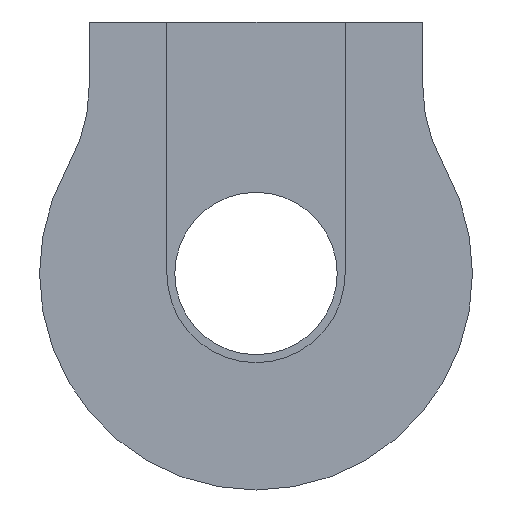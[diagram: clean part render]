
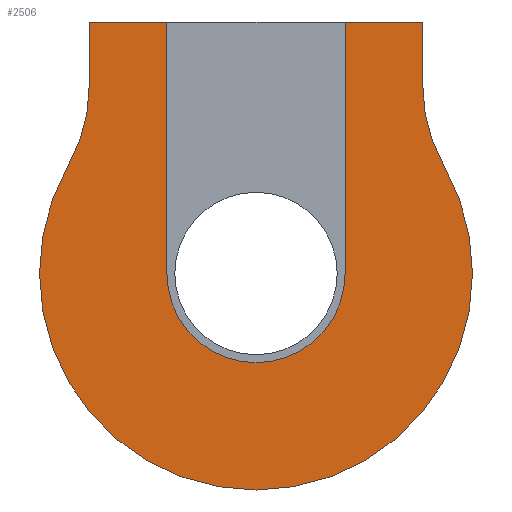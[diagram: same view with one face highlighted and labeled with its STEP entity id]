
A CAD part, left-side view. The second image highlights one B-rep face of the part: STEP entity #2506.
In plain terms, the highlighted planar face has unit normal (-1, 0, 0).
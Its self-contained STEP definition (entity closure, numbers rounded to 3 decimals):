
#135 = DIRECTION ( 'NONE',  ( 0., 0., 1. ) ) ;
#158 = VERTEX_POINT ( 'NONE', #4133 ) ;
#193 = VERTEX_POINT ( 'NONE', #2931 ) ;
#266 = ORIENTED_EDGE ( 'NONE', *, *, #4808, .T. ) ;
#285 = CARTESIAN_POINT ( 'NONE',  ( -2.458, 64.566, 87.285 ) ) ;
#412 = EDGE_CURVE ( 'NONE', #4443, #1229, #1763, .T. ) ;
#447 = DIRECTION ( 'NONE',  ( 0., 1., 0. ) ) ;
#490 = CARTESIAN_POINT ( 'NONE',  ( -2.458, 24.366, 87.285 ) ) ;
#509 = DIRECTION ( 'NONE',  ( 0., 0., -1. ) ) ;
#665 = EDGE_CURVE ( 'NONE', #158, #4341, #5311, .T. ) ;
#721 = EDGE_CURVE ( 'NONE', #193, #1179, #3993, .T. ) ;
#741 = VECTOR ( 'NONE', #509, 1000. ) ;
#784 = LINE ( 'NONE', #490, #1733 ) ;
#792 = DIRECTION ( 'NONE',  ( 1., 0., 0. ) ) ;
#832 = LINE ( 'NONE', #5001, #4774 ) ;
#848 = DIRECTION ( 'NONE',  ( 0., 1., 0. ) ) ;
#903 = VERTEX_POINT ( 'NONE', #1479 ) ;
#941 = CARTESIAN_POINT ( 'NONE',  ( -2.458, 24.366, 87.285 ) ) ;
#1127 = DIRECTION ( 'NONE',  ( 1., 0., 0. ) ) ;
#1144 = CIRCLE ( 'NONE', #4038, 34. ) ;
#1145 = CARTESIAN_POINT ( 'NONE',  ( -2.458, 12.166, 77.108 ) ) ;
#1179 = VERTEX_POINT ( 'NONE', #5280 ) ;
#1182 = DIRECTION ( 'NONE',  ( 0., 1., 0. ) ) ;
#1209 = AXIS2_PLACEMENT_3D ( 'NONE', #3562, #1127, #848 ) ;
#1229 = VERTEX_POINT ( 'NONE', #1337 ) ;
#1238 = AXIS2_PLACEMENT_3D ( 'NONE', #4834, #2805, #1182 ) ;
#1303 = AXIS2_PLACEMENT_3D ( 'NONE', #4985, #1694, #2527 ) ;
#1337 = CARTESIAN_POINT ( 'NONE',  ( -2.458, 24.366, 47.79 ) ) ;
#1383 = CIRCLE ( 'NONE', #1303, 25. ) ;
#1460 = EDGE_CURVE ( 'NONE', #903, #3869, #2507, .T. ) ;
#1479 = CARTESIAN_POINT ( 'NONE',  ( -2.458, 72.366, 47.79 ) ) ;
#1594 = EDGE_CURVE ( 'NONE', #2121, #903, #1608, .T. ) ;
#1608 = CIRCLE ( 'NONE', #1781, 34. ) ;
#1613 = AXIS2_PLACEMENT_3D ( 'NONE', #4423, #792, #5291 ) ;
#1659 = PLANE ( 'NONE',  #1613 ) ;
#1694 = DIRECTION ( 'NONE',  ( 1., 0., 0. ) ) ;
#1733 = VECTOR ( 'NONE', #135, 1000. ) ;
#1763 = CIRCLE ( 'NONE', #2470, 14. ) ;
#1781 = AXIS2_PLACEMENT_3D ( 'NONE', #4091, #2500, #4489 ) ;
#1812 = LINE ( 'NONE', #2937, #741 ) ;
#1861 = ORIENTED_EDGE ( 'NONE', *, *, #721, .T. ) ;
#1930 = ORIENTED_EDGE ( 'NONE', *, *, #2120, .F. ) ;
#1946 = CARTESIAN_POINT ( 'NONE',  ( -2.458, 52.366, 87.285 ) ) ;
#2021 = ORIENTED_EDGE ( 'NONE', *, *, #5143, .T. ) ;
#2036 = DIRECTION ( 'NONE',  ( 0., 1., 0. ) ) ;
#2120 = EDGE_CURVE ( 'NONE', #1229, #4341, #784, .T. ) ;
#2121 = VERTEX_POINT ( 'NONE', #2911 ) ;
#2141 = EDGE_LOOP ( 'NONE', ( #3996, #3492, #1861, #266, #4401, #2531, #3575, #4767, #2021, #4538, #1930, #5256 ) ) ;
#2420 = VECTOR ( 'NONE', #4111, 1000. ) ;
#2434 = CARTESIAN_POINT ( 'NONE',  ( -2.458, 38.366, 47.79 ) ) ;
#2454 = DIRECTION ( 'NONE',  ( -1., 0., 0. ) ) ;
#2470 = AXIS2_PLACEMENT_3D ( 'NONE', #3253, #4013, #4033 ) ;
#2500 = DIRECTION ( 'NONE',  ( -1., 0., 0. ) ) ;
#2506 = ADVANCED_FACE ( 'NONE', ( #3168 ), #1659, .F. ) ;
#2507 = CIRCLE ( 'NONE', #1238, 34. ) ;
#2527 = DIRECTION ( 'NONE',  ( 0., 1., 0. ) ) ;
#2531 = ORIENTED_EDGE ( 'NONE', *, *, #1460, .T. ) ;
#2562 = CARTESIAN_POINT ( 'NONE',  ( -2.458, 8.861, 64.685 ) ) ;
#2805 = DIRECTION ( 'NONE',  ( -1., 0., 0. ) ) ;
#2911 = CARTESIAN_POINT ( 'NONE',  ( -2.458, 67.871, 64.685 ) ) ;
#2931 = CARTESIAN_POINT ( 'NONE',  ( -2.458, 64.566, 87.285 ) ) ;
#2937 = CARTESIAN_POINT ( 'NONE',  ( -2.458, 52.366, 47.79 ) ) ;
#2985 = CIRCLE ( 'NONE', #1209, 25. ) ;
#2986 = VERTEX_POINT ( 'NONE', #1145 ) ;
#2987 = CARTESIAN_POINT ( 'NONE',  ( -2.458, 4.366, 47.79 ) ) ;
#3081 = CARTESIAN_POINT ( 'NONE',  ( -2.458, 52.366, 47.79 ) ) ;
#3093 = EDGE_CURVE ( 'NONE', #3513, #4443, #1812, .T. ) ;
#3168 = FACE_OUTER_BOUND ( 'NONE', #2141, .T. ) ;
#3253 = CARTESIAN_POINT ( 'NONE',  ( -2.458, 38.366, 47.79 ) ) ;
#3492 = ORIENTED_EDGE ( 'NONE', *, *, #4997, .T. ) ;
#3513 = VERTEX_POINT ( 'NONE', #1946 ) ;
#3562 = CARTESIAN_POINT ( 'NONE',  ( -2.458, -12.834, 77.108 ) ) ;
#3575 = ORIENTED_EDGE ( 'NONE', *, *, #4567, .T. ) ;
#3671 = CARTESIAN_POINT ( 'NONE',  ( -2.458, 12.166, 87.285 ) ) ;
#3867 = VERTEX_POINT ( 'NONE', #2562 ) ;
#3869 = VERTEX_POINT ( 'NONE', #2987 ) ;
#3972 = DIRECTION ( 'NONE',  ( 0., 1., 0. ) ) ;
#3993 = LINE ( 'NONE', #5196, #4432 ) ;
#3996 = ORIENTED_EDGE ( 'NONE', *, *, #3093, .F. ) ;
#4013 = DIRECTION ( 'NONE',  ( -1., 0., 0. ) ) ;
#4033 = DIRECTION ( 'NONE',  ( 0., 1., 0. ) ) ;
#4038 = AXIS2_PLACEMENT_3D ( 'NONE', #2434, #2454, #2036 ) ;
#4091 = CARTESIAN_POINT ( 'NONE',  ( -2.458, 38.366, 47.79 ) ) ;
#4111 = DIRECTION ( 'NONE',  ( 0., 0., 1. ) ) ;
#4133 = CARTESIAN_POINT ( 'NONE',  ( -2.458, 12.166, 87.285 ) ) ;
#4341 = VERTEX_POINT ( 'NONE', #941 ) ;
#4401 = ORIENTED_EDGE ( 'NONE', *, *, #1594, .T. ) ;
#4423 = CARTESIAN_POINT ( 'NONE',  ( -2.458, 38.366, 47.79 ) ) ;
#4432 = VECTOR ( 'NONE', #4818, 1000. ) ;
#4443 = VERTEX_POINT ( 'NONE', #3081 ) ;
#4489 = DIRECTION ( 'NONE',  ( 0., 1., 0. ) ) ;
#4538 = ORIENTED_EDGE ( 'NONE', *, *, #665, .T. ) ;
#4558 = EDGE_CURVE ( 'NONE', #3867, #2986, #2985, .T. ) ;
#4567 = EDGE_CURVE ( 'NONE', #3869, #3867, #1144, .T. ) ;
#4690 = VECTOR ( 'NONE', #3972, 1000. ) ;
#4767 = ORIENTED_EDGE ( 'NONE', *, *, #4558, .T. ) ;
#4774 = VECTOR ( 'NONE', #447, 1000. ) ;
#4808 = EDGE_CURVE ( 'NONE', #1179, #2121, #1383, .T. ) ;
#4818 = DIRECTION ( 'NONE',  ( 0., 0., -1. ) ) ;
#4834 = CARTESIAN_POINT ( 'NONE',  ( -2.458, 38.366, 47.79 ) ) ;
#4985 = CARTESIAN_POINT ( 'NONE',  ( -2.458, 89.566, 77.108 ) ) ;
#4997 = EDGE_CURVE ( 'NONE', #3513, #193, #832, .T. ) ;
#5001 = CARTESIAN_POINT ( 'NONE',  ( -2.458, 64.566, 87.285 ) ) ;
#5143 = EDGE_CURVE ( 'NONE', #2986, #158, #5246, .T. ) ;
#5196 = CARTESIAN_POINT ( 'NONE',  ( -2.458, 64.566, 69.459 ) ) ;
#5246 = LINE ( 'NONE', #3671, #2420 ) ;
#5256 = ORIENTED_EDGE ( 'NONE', *, *, #412, .F. ) ;
#5280 = CARTESIAN_POINT ( 'NONE',  ( -2.458, 64.566, 77.108 ) ) ;
#5291 = DIRECTION ( 'NONE',  ( 0., 1., 0. ) ) ;
#5311 = LINE ( 'NONE', #285, #4690 ) ;
